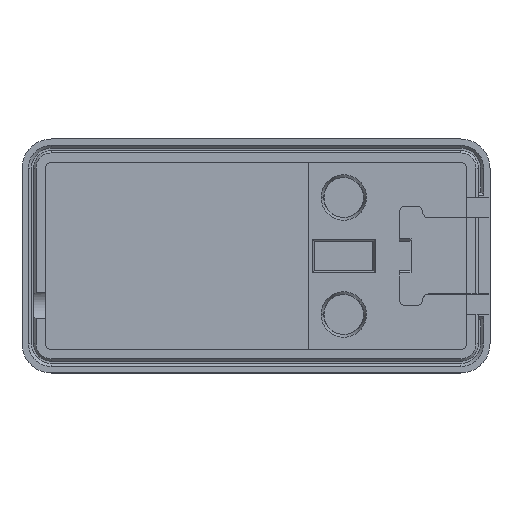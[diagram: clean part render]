
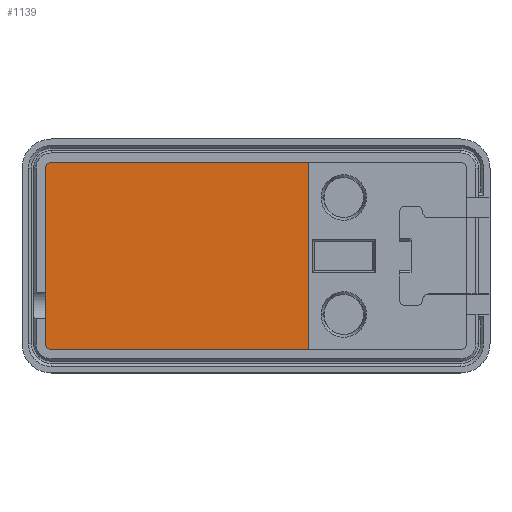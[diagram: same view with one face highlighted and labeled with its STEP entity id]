
A CAD part, top view. The second image highlights one B-rep face of the part: STEP entity #1139.
In plain terms, the highlighted planar face has unit normal (0, 0, 1).
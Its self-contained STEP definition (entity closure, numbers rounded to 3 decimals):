
#67 = EDGE_CURVE ( 'NONE', #1140, #3099, #1227, .T. ) ;
#187 = CIRCLE ( 'NONE', #2421, 1. ) ;
#213 = CARTESIAN_POINT ( 'NONE',  ( 9., -16., 2. ) ) ;
#311 = VECTOR ( 'NONE', #1178, 1000. ) ;
#440 = DIRECTION ( 'NONE',  ( -1., 0., 0. ) ) ;
#488 = EDGE_CURVE ( 'NONE', #3099, #658, #2087, .T. ) ;
#638 = DIRECTION ( 'NONE',  ( 1., 0., 0. ) ) ;
#658 = VERTEX_POINT ( 'NONE', #213 ) ;
#922 = ORIENTED_EDGE ( 'NONE', *, *, #3117, .F. ) ;
#924 = LINE ( 'NONE', #2058, #2320 ) ;
#957 = CARTESIAN_POINT ( 'NONE',  ( -35., -15., 2. ) ) ;
#988 = CARTESIAN_POINT ( 'NONE',  ( -35., 15., 2. ) ) ;
#1001 = DIRECTION ( 'NONE',  ( 0., 0., -1. ) ) ;
#1078 = ORIENTED_EDGE ( 'NONE', *, *, #2554, .F. ) ;
#1139 = ADVANCED_FACE ( 'NONE', ( #3005 ), #1644, .T. ) ;
#1140 = VERTEX_POINT ( 'NONE', #3022 ) ;
#1169 = VECTOR ( 'NONE', #1582, 1000. ) ;
#1170 = EDGE_CURVE ( 'NONE', #1309, #2067, #187, .T. ) ;
#1178 = DIRECTION ( 'NONE',  ( 0., 1., 0. ) ) ;
#1227 = LINE ( 'NONE', #2798, #3074 ) ;
#1309 = VERTEX_POINT ( 'NONE', #2383 ) ;
#1326 = CARTESIAN_POINT ( 'NONE',  ( -36., 15., 2. ) ) ;
#1389 = DIRECTION ( 'NONE',  ( 1., 0., 0. ) ) ;
#1432 = DIRECTION ( 'NONE',  ( 0., 0., -1. ) ) ;
#1447 = CARTESIAN_POINT ( 'NONE',  ( -36., 15., 2. ) ) ;
#1506 = ORIENTED_EDGE ( 'NONE', *, *, #488, .F. ) ;
#1582 = DIRECTION ( 'NONE',  ( 0., -1., 0. ) ) ;
#1644 = PLANE ( 'NONE',  #1908 ) ;
#1758 = CIRCLE ( 'NONE', #3318, 1. ) ;
#1802 = DIRECTION ( 'NONE',  ( 1., 0., 0. ) ) ;
#1908 = AXIS2_PLACEMENT_3D ( 'NONE', #2714, #3251, #1389 ) ;
#1911 = CARTESIAN_POINT ( 'NONE',  ( 9., 16., 2. ) ) ;
#2058 = CARTESIAN_POINT ( 'NONE',  ( -35., -16., 2. ) ) ;
#2067 = VERTEX_POINT ( 'NONE', #2411 ) ;
#2087 = LINE ( 'NONE', #3151, #1169 ) ;
#2240 = ORIENTED_EDGE ( 'NONE', *, *, #1170, .F. ) ;
#2295 = DIRECTION ( 'NONE',  ( 1., 0., 0. ) ) ;
#2320 = VECTOR ( 'NONE', #440, 1000. ) ;
#2383 = CARTESIAN_POINT ( 'NONE',  ( -35., -16., 2. ) ) ;
#2411 = CARTESIAN_POINT ( 'NONE',  ( -36., -15., 2. ) ) ;
#2421 = AXIS2_PLACEMENT_3D ( 'NONE', #957, #1432, #2295 ) ;
#2507 = EDGE_CURVE ( 'NONE', #2067, #2855, #3304, .T. ) ;
#2525 = ORIENTED_EDGE ( 'NONE', *, *, #67, .F. ) ;
#2554 = EDGE_CURVE ( 'NONE', #2855, #1140, #1758, .T. ) ;
#2714 = CARTESIAN_POINT ( 'NONE',  ( -35., -15., 2. ) ) ;
#2776 = ORIENTED_EDGE ( 'NONE', *, *, #2507, .F. ) ;
#2798 = CARTESIAN_POINT ( 'NONE',  ( 35., 16., 2. ) ) ;
#2855 = VERTEX_POINT ( 'NONE', #1326 ) ;
#3005 = FACE_OUTER_BOUND ( 'NONE', #3046, .T. ) ;
#3022 = CARTESIAN_POINT ( 'NONE',  ( -35., 16., 2. ) ) ;
#3046 = EDGE_LOOP ( 'NONE', ( #922, #1506, #2525, #1078, #2776, #2240 ) ) ;
#3074 = VECTOR ( 'NONE', #638, 1000. ) ;
#3099 = VERTEX_POINT ( 'NONE', #1911 ) ;
#3117 = EDGE_CURVE ( 'NONE', #658, #1309, #924, .T. ) ;
#3151 = CARTESIAN_POINT ( 'NONE',  ( 9., 0., 2. ) ) ;
#3251 = DIRECTION ( 'NONE',  ( 0., 0., 1. ) ) ;
#3304 = LINE ( 'NONE', #1447, #311 ) ;
#3318 = AXIS2_PLACEMENT_3D ( 'NONE', #988, #1001, #1802 ) ;
